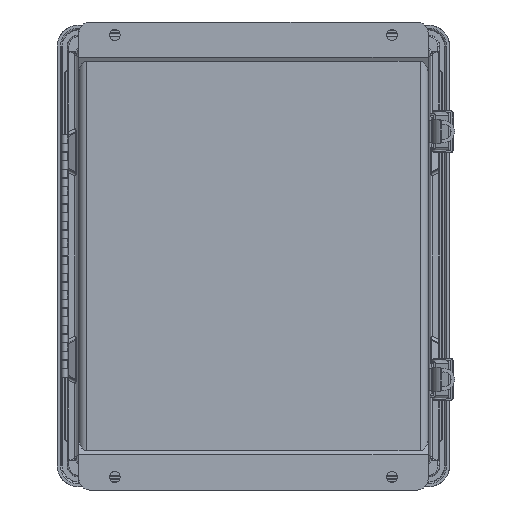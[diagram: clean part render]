
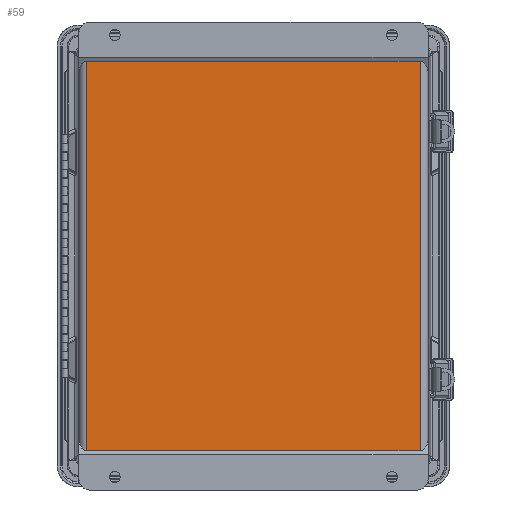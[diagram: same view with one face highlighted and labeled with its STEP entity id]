
A CAD part, front view. The second image highlights one B-rep face of the part: STEP entity #59.
In plain terms, the highlighted planar face has unit normal (0, -1, 0).
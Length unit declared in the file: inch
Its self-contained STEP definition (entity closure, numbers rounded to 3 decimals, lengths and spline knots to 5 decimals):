
#48 = ORIENTED_EDGE ( 'NONE', *, *, #338, .T. ) ;
#56 = ORIENTED_EDGE ( 'NONE', *, *, #58, .T. ) ;
#58 = EDGE_CURVE ( 'NONE', #345, #347, #32412, .T. ) ;
#59 = ADVANCED_FACE ( 'NONE', ( #32408 ), #32416, .F. ) ;
#60 = ORIENTED_EDGE ( 'NONE', *, *, #369, .F. ) ;
#338 = EDGE_CURVE ( 'NONE', #347, #341, #33004, .T. ) ;
#341 = VERTEX_POINT ( 'NONE', #32970 ) ;
#342 = EDGE_CURVE ( 'NONE', #377, #341, #32999, .T. ) ;
#345 = VERTEX_POINT ( 'NONE', #33005 ) ;
#347 = VERTEX_POINT ( 'NONE', #33011 ) ;
#349 = ORIENTED_EDGE ( 'NONE', *, *, #342, .F. ) ;
#358 = EDGE_LOOP ( 'NONE', ( #349, #60, #56, #48 ) ) ;
#369 = EDGE_CURVE ( 'NONE', #345, #377, #33049, .T. ) ;
#377 = VERTEX_POINT ( 'NONE', #33091 ) ;
#32408 = FACE_OUTER_BOUND ( 'NONE', #358, .T. ) ;
#32411 = CARTESIAN_POINT ( 'NONE',  ( 4.80523, 0.05906, -1.12591 ) ) ;
#32412 = LINE ( 'NONE', #32411, #32458 ) ;
#32413 = AXIS2_PLACEMENT_3D ( 'NONE', #32459, #32452, #32451 ) ;
#32416 = PLANE ( 'NONE',  #32413 ) ;
#32451 = DIRECTION ( 'NONE',  ( 0., 0., 1. ) ) ;
#32452 = DIRECTION ( 'NONE',  ( 0., 1., 0. ) ) ;
#32457 = DIRECTION ( 'NONE',  ( 0., 0., 1. ) ) ;
#32458 = VECTOR ( 'NONE', #32457, 39.37008 ) ;
#32459 = CARTESIAN_POINT ( 'NONE',  ( 5.11811, 0.05906, -1.12591 ) ) ;
#32970 = CARTESIAN_POINT ( 'NONE',  ( -4.80523, 0.05906, -1.12591 ) ) ;
#32995 = DIRECTION ( 'NONE',  ( -1., 0., 0. ) ) ;
#32996 = VECTOR ( 'NONE', #32995, 39.37008 ) ;
#32997 = CARTESIAN_POINT ( 'NONE',  ( 5.11811, 0.05906, -1.12591 ) ) ;
#32998 = CARTESIAN_POINT ( 'NONE',  ( -4.80523, 0.05906, -1.12591 ) ) ;
#32999 = LINE ( 'NONE', #32998, #33048 ) ;
#33004 = LINE ( 'NONE', #32997, #32996 ) ;
#33005 = CARTESIAN_POINT ( 'NONE',  ( 4.80523, 0.05906, -12.37803 ) ) ;
#33011 = CARTESIAN_POINT ( 'NONE',  ( 4.80523, 0.05906, -1.12591 ) ) ;
#33047 = DIRECTION ( 'NONE',  ( 0., 0., 1. ) ) ;
#33048 = VECTOR ( 'NONE', #33047, 39.37008 ) ;
#33049 = LINE ( 'NONE', #33086, #33085 ) ;
#33084 = DIRECTION ( 'NONE',  ( -1., 0., 0. ) ) ;
#33085 = VECTOR ( 'NONE', #33084, 39.37008 ) ;
#33086 = CARTESIAN_POINT ( 'NONE',  ( 5.11811, 0.05906, -12.37803 ) ) ;
#33091 = CARTESIAN_POINT ( 'NONE',  ( -4.80523, 0.05906, -12.37803 ) ) ;
